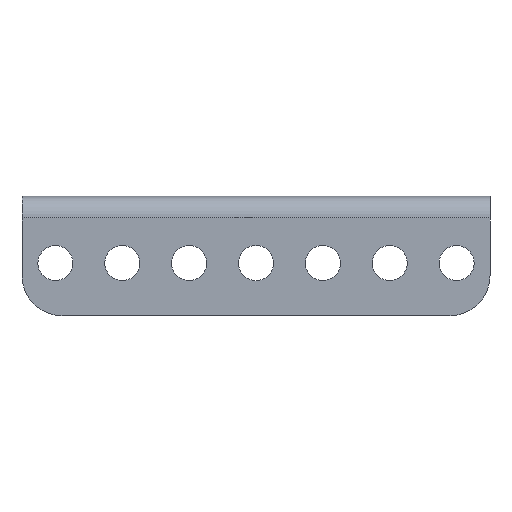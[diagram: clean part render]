
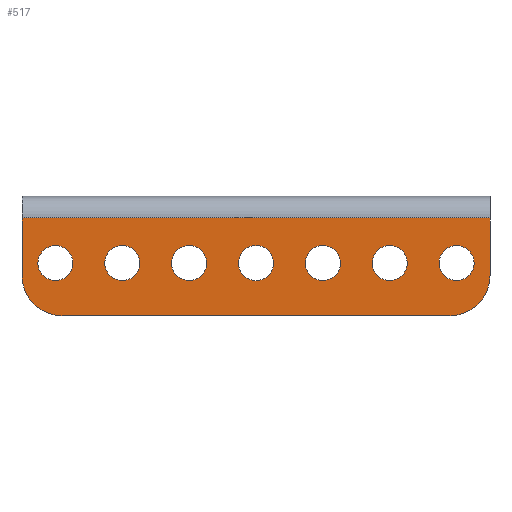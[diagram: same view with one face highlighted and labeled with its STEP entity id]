
A CAD part, front view. The second image highlights one B-rep face of the part: STEP entity #517.
In plain terms, the highlighted planar face has unit normal (0, -1, 0).
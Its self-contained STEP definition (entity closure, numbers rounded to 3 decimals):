
#35=FACE_BOUND('',#108,.T.);
#36=FACE_BOUND('',#109,.T.);
#37=FACE_BOUND('',#110,.T.);
#38=FACE_BOUND('',#111,.T.);
#39=FACE_BOUND('',#112,.T.);
#40=FACE_BOUND('',#113,.T.);
#41=FACE_BOUND('',#114,.T.);
#79=FACE_OUTER_BOUND('',#107,.T.);
#107=EDGE_LOOP('',(#395,#396,#397,#398,#399,#400));
#108=EDGE_LOOP('',(#401));
#109=EDGE_LOOP('',(#402));
#110=EDGE_LOOP('',(#403));
#111=EDGE_LOOP('',(#404));
#112=EDGE_LOOP('',(#405));
#113=EDGE_LOOP('',(#406));
#114=EDGE_LOOP('',(#407));
#179=CIRCLE('',#552,4.8);
#180=CIRCLE('',#553,4.8);
#181=CIRCLE('',#554,2.1);
#182=CIRCLE('',#555,2.1);
#183=CIRCLE('',#556,2.1);
#184=CIRCLE('',#557,2.1);
#185=CIRCLE('',#558,2.1);
#186=CIRCLE('',#559,2.1);
#187=CIRCLE('',#560,2.1);
#219=LINE('',#789,#243);
#223=LINE('',#802,#247);
#227=LINE('',#813,#251);
#228=LINE('',#816,#252);
#243=VECTOR('',#623,6.9);
#247=VECTOR('',#633,6.9);
#251=VECTOR('',#643,56.);
#252=VECTOR('',#646,46.4);
#268=VERTEX_POINT('',#786);
#269=VERTEX_POINT('',#788);
#274=VERTEX_POINT('',#799);
#275=VERTEX_POINT('',#801);
#279=VERTEX_POINT('',#811);
#280=VERTEX_POINT('',#814);
#281=VERTEX_POINT('',#817);
#282=VERTEX_POINT('',#819);
#283=VERTEX_POINT('',#821);
#284=VERTEX_POINT('',#823);
#285=VERTEX_POINT('',#825);
#286=VERTEX_POINT('',#827);
#287=VERTEX_POINT('',#829);
#320=EDGE_CURVE('',#269,#268,#219,.T.);
#326=EDGE_CURVE('',#274,#275,#223,.T.);
#331=EDGE_CURVE('',#279,#275,#179,.T.);
#332=EDGE_CURVE('',#274,#269,#227,.T.);
#333=EDGE_CURVE('',#268,#280,#180,.T.);
#334=EDGE_CURVE('',#280,#279,#228,.T.);
#335=EDGE_CURVE('',#281,#281,#181,.T.);
#336=EDGE_CURVE('',#282,#282,#182,.T.);
#337=EDGE_CURVE('',#283,#283,#183,.T.);
#338=EDGE_CURVE('',#284,#284,#184,.T.);
#339=EDGE_CURVE('',#285,#285,#185,.T.);
#340=EDGE_CURVE('',#286,#286,#186,.T.);
#341=EDGE_CURVE('',#287,#287,#187,.T.);
#395=ORIENTED_EDGE('',*,*,#331,.T.);
#396=ORIENTED_EDGE('',*,*,#326,.F.);
#397=ORIENTED_EDGE('',*,*,#332,.T.);
#398=ORIENTED_EDGE('',*,*,#320,.T.);
#399=ORIENTED_EDGE('',*,*,#333,.T.);
#400=ORIENTED_EDGE('',*,*,#334,.T.);
#401=ORIENTED_EDGE('',*,*,#335,.T.);
#402=ORIENTED_EDGE('',*,*,#336,.T.);
#403=ORIENTED_EDGE('',*,*,#337,.T.);
#404=ORIENTED_EDGE('',*,*,#338,.T.);
#405=ORIENTED_EDGE('',*,*,#339,.T.);
#406=ORIENTED_EDGE('',*,*,#340,.T.);
#407=ORIENTED_EDGE('',*,*,#341,.T.);
#509=PLANE('',#551);
#517=ADVANCED_FACE('',(#79,#35,#36,#37,#38,#39,#40,#41),#509,.T.);
#551=AXIS2_PLACEMENT_3D('',#810,#639,#640);
#552=AXIS2_PLACEMENT_3D('',#812,#641,#642);
#553=AXIS2_PLACEMENT_3D('',#815,#644,#645);
#554=AXIS2_PLACEMENT_3D('',#818,#647,#648);
#555=AXIS2_PLACEMENT_3D('',#820,#649,#650);
#556=AXIS2_PLACEMENT_3D('',#822,#651,#652);
#557=AXIS2_PLACEMENT_3D('',#824,#653,#654);
#558=AXIS2_PLACEMENT_3D('',#826,#655,#656);
#559=AXIS2_PLACEMENT_3D('',#828,#657,#658);
#560=AXIS2_PLACEMENT_3D('',#830,#659,#660);
#623=DIRECTION('',(0.,0.,-1.));
#633=DIRECTION('',(0.,0.,-1.));
#639=DIRECTION('center_axis',(0.,-1.,0.));
#640=DIRECTION('ref_axis',(0.,0.,-1.));
#641=DIRECTION('center_axis',(0.,-1.,0.));
#642=DIRECTION('ref_axis',(0.,0.,-1.));
#643=DIRECTION('',(-1.,0.,0.));
#644=DIRECTION('center_axis',(0.,-1.,0.));
#645=DIRECTION('ref_axis',(-1.,0.,0.));
#646=DIRECTION('',(1.,0.,0.));
#647=DIRECTION('center_axis',(0.,1.,0.));
#648=DIRECTION('ref_axis',(-1.,0.,0.));
#649=DIRECTION('center_axis',(0.,1.,0.));
#650=DIRECTION('ref_axis',(-1.,0.,0.));
#651=DIRECTION('center_axis',(0.,1.,0.));
#652=DIRECTION('ref_axis',(-1.,0.,0.));
#653=DIRECTION('center_axis',(0.,1.,0.));
#654=DIRECTION('ref_axis',(-1.,0.,0.));
#655=DIRECTION('center_axis',(0.,1.,0.));
#656=DIRECTION('ref_axis',(-1.,0.,0.));
#657=DIRECTION('center_axis',(0.,1.,0.));
#658=DIRECTION('ref_axis',(-1.,0.,0.));
#659=DIRECTION('center_axis',(0.,1.,0.));
#660=DIRECTION('ref_axis',(-1.,0.,0.));
#786=CARTESIAN_POINT('',(-28.,0.,-9.5));
#788=CARTESIAN_POINT('',(-28.,0.,-2.6));
#789=CARTESIAN_POINT('',(-28.,0.,-2.6));
#799=CARTESIAN_POINT('',(28.,0.,-2.6));
#801=CARTESIAN_POINT('',(28.,0.,-9.5));
#802=CARTESIAN_POINT('',(28.,0.,-2.6));
#810=CARTESIAN_POINT('Origin',(-28.,0.,0.));
#811=CARTESIAN_POINT('',(23.2,0.,-14.3));
#812=CARTESIAN_POINT('Origin',(23.2,0.,-9.5));
#813=CARTESIAN_POINT('',(28.,0.,-2.6));
#814=CARTESIAN_POINT('',(-23.2,0.,-14.3));
#815=CARTESIAN_POINT('Origin',(-23.2,0.,-9.5));
#816=CARTESIAN_POINT('',(-23.2,0.,-14.3));
#817=CARTESIAN_POINT('',(26.1,0.,-8.));
#818=CARTESIAN_POINT('Origin',(24.,0.,-8.));
#819=CARTESIAN_POINT('',(13.9,0.,-8.));
#820=CARTESIAN_POINT('Origin',(16.,0.,-8.));
#821=CARTESIAN_POINT('',(5.9,0.,-8.));
#822=CARTESIAN_POINT('Origin',(8.,0.,-8.));
#823=CARTESIAN_POINT('',(-2.1,0.,-8.));
#824=CARTESIAN_POINT('Origin',(0.,0.,-8.));
#825=CARTESIAN_POINT('',(-10.1,0.,-8.));
#826=CARTESIAN_POINT('Origin',(-8.,0.,-8.));
#827=CARTESIAN_POINT('',(-18.1,0.,-8.));
#828=CARTESIAN_POINT('Origin',(-16.,0.,-8.));
#829=CARTESIAN_POINT('',(-26.1,0.,-8.));
#830=CARTESIAN_POINT('Origin',(-24.,0.,-8.));
